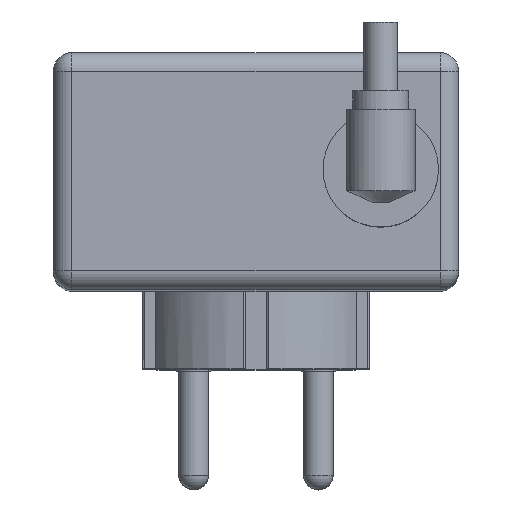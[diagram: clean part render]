
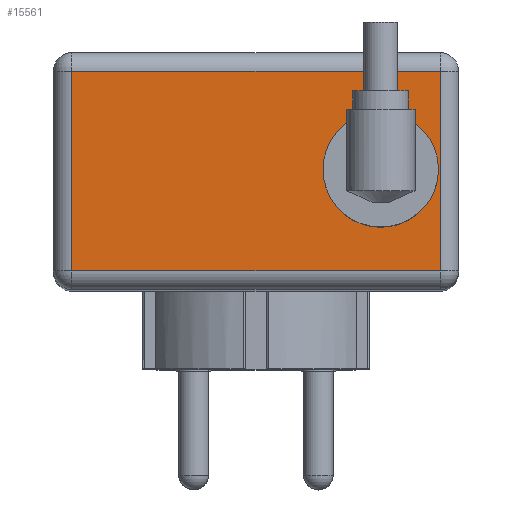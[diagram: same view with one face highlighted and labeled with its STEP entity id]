
A CAD part, top view. The second image highlights one B-rep face of the part: STEP entity #15561.
In plain terms, the highlighted planar face has unit normal (0, 0, 1).
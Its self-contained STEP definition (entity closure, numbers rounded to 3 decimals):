
#540 = EDGE_CURVE ( 'NONE', #22594, #4013, #12988, .T. ) ;
#548 = VECTOR ( 'NONE', #4858, 1000. ) ;
#1004 = AXIS2_PLACEMENT_3D ( 'NONE', #14968, #25806, #12839 ) ;
#1487 = LINE ( 'NONE', #27937, #23928 ) ;
#3157 = FACE_OUTER_BOUND ( 'NONE', #26218, .T. ) ;
#3559 = ORIENTED_EDGE ( 'NONE', *, *, #4204, .T. ) ;
#4013 = VERTEX_POINT ( 'NONE', #12863 ) ;
#4204 = EDGE_CURVE ( 'NONE', #7820, #18223, #23007, .T. ) ;
#4704 = CARTESIAN_POINT ( 'NONE',  ( 29.5, -16., 75. ) ) ;
#4858 = DIRECTION ( 'NONE',  ( 0., 1., 0. ) ) ;
#6053 = ORIENTED_EDGE ( 'NONE', *, *, #20843, .T. ) ;
#7195 = VECTOR ( 'NONE', #14236, 1000. ) ;
#7820 = VERTEX_POINT ( 'NONE', #4704 ) ;
#9230 = LINE ( 'NONE', #10308, #25827 ) ;
#9419 = ORIENTED_EDGE ( 'NONE', *, *, #27269, .T. ) ;
#10308 = CARTESIAN_POINT ( 'NONE',  ( 32.5, -16., 75. ) ) ;
#10647 = PLANE ( 'NONE',  #1004 ) ;
#12495 = DIRECTION ( 'NONE',  ( 1., 0., 0. ) ) ;
#12694 = CARTESIAN_POINT ( 'NONE',  ( -29.5, 16., 75. ) ) ;
#12839 = DIRECTION ( 'NONE',  ( -1., 0., 0. ) ) ;
#12863 = CARTESIAN_POINT ( 'NONE',  ( -29.5, -16., 75. ) ) ;
#12988 = LINE ( 'NONE', #22866, #7195 ) ;
#14236 = DIRECTION ( 'NONE',  ( 0., -1., 0. ) ) ;
#14968 = CARTESIAN_POINT ( 'NONE',  ( 32.5, 19., 75. ) ) ;
#15561 = ADVANCED_FACE ( 'NONE', ( #3157 ), #10647, .F. ) ;
#17264 = DIRECTION ( 'NONE',  ( -1., 0., 0. ) ) ;
#17831 = CARTESIAN_POINT ( 'NONE',  ( 29.5, 19., 75. ) ) ;
#18223 = VERTEX_POINT ( 'NONE', #28119 ) ;
#20843 = EDGE_CURVE ( 'NONE', #4013, #7820, #9230, .T. ) ;
#21066 = ORIENTED_EDGE ( 'NONE', *, *, #540, .T. ) ;
#22594 = VERTEX_POINT ( 'NONE', #12694 ) ;
#22866 = CARTESIAN_POINT ( 'NONE',  ( -29.5, 19., 75. ) ) ;
#23007 = LINE ( 'NONE', #17831, #548 ) ;
#23928 = VECTOR ( 'NONE', #17264, 1000. ) ;
#25806 = DIRECTION ( 'NONE',  ( 0., 0., -1. ) ) ;
#25827 = VECTOR ( 'NONE', #12495, 1000. ) ;
#26218 = EDGE_LOOP ( 'NONE', ( #21066, #6053, #3559, #9419 ) ) ;
#27269 = EDGE_CURVE ( 'NONE', #18223, #22594, #1487, .T. ) ;
#27937 = CARTESIAN_POINT ( 'NONE',  ( 32.5, 16., 75. ) ) ;
#28119 = CARTESIAN_POINT ( 'NONE',  ( 29.5, 16., 75. ) ) ;
